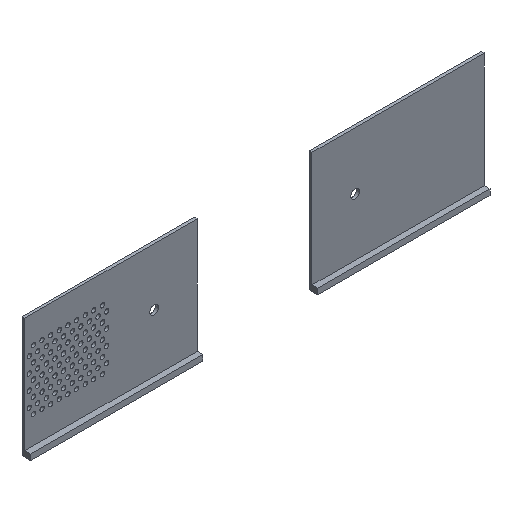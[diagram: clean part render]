
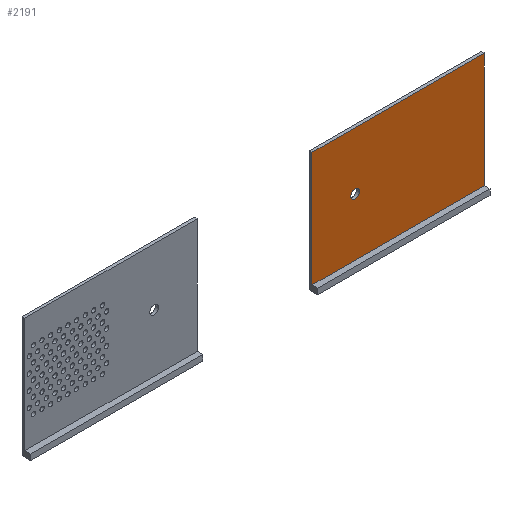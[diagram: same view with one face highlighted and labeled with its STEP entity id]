
A CAD part, isometric view. The second image highlights one B-rep face of the part: STEP entity #2191.
In plain terms, the highlighted planar face has unit normal (0, -1, 0).
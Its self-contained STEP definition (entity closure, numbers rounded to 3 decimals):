
#18=FACE_BOUND('',#565,.T.);
#192=CIRCLE('',#2306,1.5);
#460=FACE_OUTER_BOUND('',#564,.T.);
#564=EDGE_LOOP('',(#1610,#1611,#1612,#1613));
#565=EDGE_LOOP('',(#1614));
#832=LINE('',#3261,#955);
#843=LINE('',#3287,#966);
#846=LINE('',#3293,#969);
#849=LINE('',#3298,#972);
#955=VECTOR('',#2582,10.);
#966=VECTOR('',#2605,10.);
#969=VECTOR('',#2610,10.);
#972=VECTOR('',#2615,10.);
#1078=VERTEX_POINT('',#3259);
#1079=VERTEX_POINT('',#3260);
#1087=VERTEX_POINT('',#3282);
#1088=VERTEX_POINT('',#3286);
#1090=VERTEX_POINT('',#3292);
#1276=EDGE_CURVE('',#1078,#1079,#832,.T.);
#1288=EDGE_CURVE('',#1087,#1087,#192,.T.);
#1289=EDGE_CURVE('',#1079,#1088,#843,.T.);
#1292=EDGE_CURVE('',#1088,#1090,#846,.T.);
#1295=EDGE_CURVE('',#1090,#1078,#849,.T.);
#1610=ORIENTED_EDGE('',*,*,#1295,.T.);
#1611=ORIENTED_EDGE('',*,*,#1276,.T.);
#1612=ORIENTED_EDGE('',*,*,#1289,.T.);
#1613=ORIENTED_EDGE('',*,*,#1292,.T.);
#1614=ORIENTED_EDGE('',*,*,#1288,.F.);
#2174=PLANE('',#2311);
#2191=ADVANCED_FACE('',(#460,#18),#2174,.F.);
#2306=AXIS2_PLACEMENT_3D('',#3284,#2601,#2602);
#2311=AXIS2_PLACEMENT_3D('',#3301,#2619,#2620);
#2582=DIRECTION('',(1.,0.,0.));
#2601=DIRECTION('center_axis',(0.,-1.,0.));
#2602=DIRECTION('ref_axis',(1.,0.,0.));
#2605=DIRECTION('',(0.,0.,1.));
#2610=DIRECTION('',(-1.,0.,0.));
#2615=DIRECTION('',(0.,0.,-1.));
#2619=DIRECTION('center_axis',(0.,1.,0.));
#2620=DIRECTION('ref_axis',(1.,0.,0.));
#3259=CARTESIAN_POINT('',(100.,0.,0.));
#3260=CARTESIAN_POINT('',(160.,0.,0.));
#3261=CARTESIAN_POINT('',(100.,0.,0.));
#3282=CARTESIAN_POINT('',(113.5,0.,20.));
#3284=CARTESIAN_POINT('Origin',(115.,0.,20.));
#3286=CARTESIAN_POINT('',(160.,0.,40.));
#3287=CARTESIAN_POINT('',(160.,0.,0.));
#3292=CARTESIAN_POINT('',(100.,0.,40.));
#3293=CARTESIAN_POINT('',(160.,0.,40.));
#3298=CARTESIAN_POINT('',(100.,0.,40.));
#3301=CARTESIAN_POINT('Origin',(130.,0.,20.));
